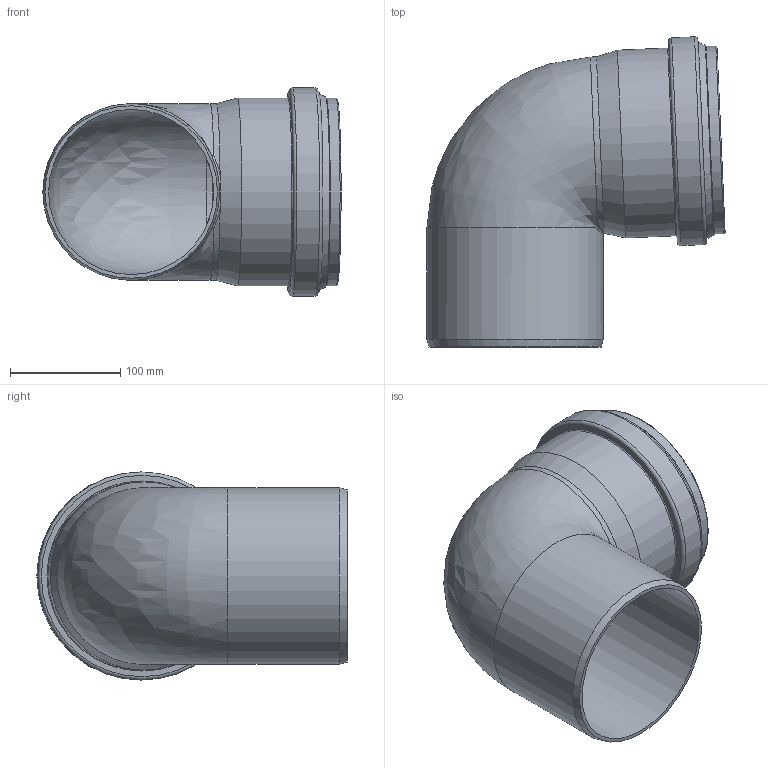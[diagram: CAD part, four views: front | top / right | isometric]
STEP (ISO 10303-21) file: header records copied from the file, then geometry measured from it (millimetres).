
FILE_DESCRIPTION(/* description */ (''),/* implementation_level */ '2;1');
FILE_NAME(/* name */ '771550 KG2000B Bogen DN_OD 160_87°.stp',/* time_stamp */ '2017-01-30T13:56:12+01:00',/* author */ ('user1'),/* organization */ (''),/* preprocessor_version */ 'ST-DEVELOPER v16.1',/* originating_system */ 'Autodesk Inventor 2016',/* authorisation */ '');
FILE_SCHEMA (('AUTOMOTIVE_DESIGN { 1 0 10303 214 3 1 1 }'));
Length unit declared in the file: millimetre
Products named in the file (1): 771550 KG2000B Bogen DN_OD 160_87°
Bounding box: 270.64 x 281.59 x 188.8 mm (x, y, z)
Volume: 806342.8 mm3; surface area: 357755.9 mm2
Topology: 1 solids, 1 shells, 40 faces, 81 edges, 44 vertices
Faces by surface type: torus 14, cylinder 10, cone 8, plane 5, bspline 3
Full cylindrical faces by diameter (mm): 149.9 x2, 160.3 x1, 161 x2, 170.4 x1, 170.6 x1, 179.4 x1, 188.8 x1
Entity records: 993 total; most frequent: CARTESIAN_POINT 274, DIRECTION 160, ORIENTED_EDGE 90, AXIS2_PLACEMENT_3D 80, EDGE_LOOP 76, EDGE_CURVE 45, VERTEX_POINT 41, FACE_OUTER_BOUND 40
